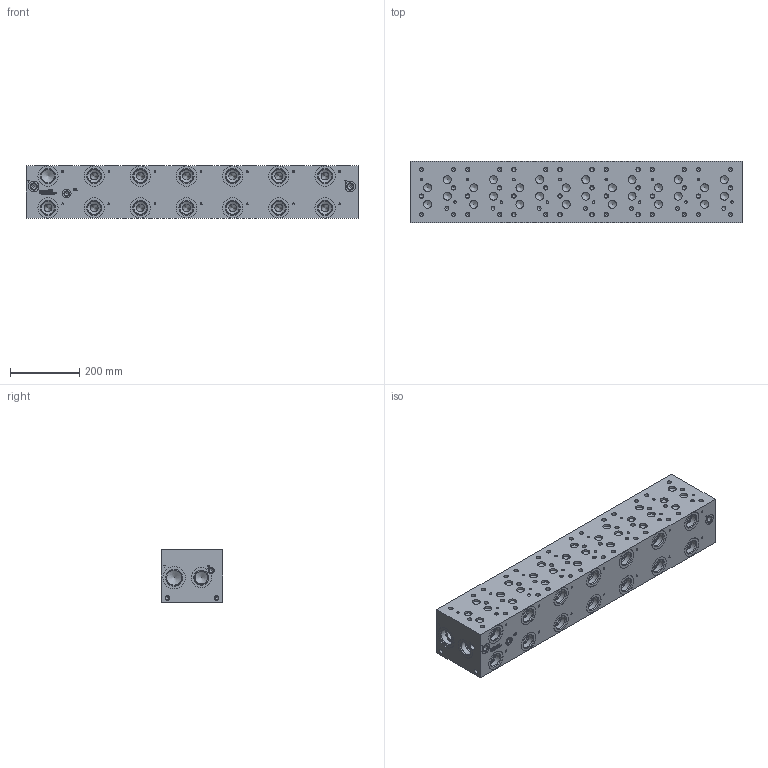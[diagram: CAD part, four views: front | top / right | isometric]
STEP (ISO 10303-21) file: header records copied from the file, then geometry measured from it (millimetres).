
FILE_DESCRIPTION(/* description */ (''),/* implementation_level */ '2;1');
FILE_NAME(/* name */ '_D08HP075S_P_.stp',/* time_stamp */ '2021-07-23T13:56:33-04:00',/* author */ ('anthonyv'),/* organization */ (''),/* preprocessor_version */ 'ST-DEVELOPER v18.1',/* originating_system */ 'Autodesk Inventor 2021',/* authorisation */ '');
FILE_SCHEMA (('AUTOMOTIVE_DESIGN { 1 0 10303 214 3 1 1 }'));
Length unit declared in the file: millimetre
Products named in the file (1): _D08HP075S_P_
Bounding box: 958.85 x 177.8 x 152.4 mm (x, y, z)
Volume: 24661186 mm3; surface area: 873259.2 mm2
Topology: 1 solids, 1 shells, 1273 faces, 3475 edges, 2368 vertices
Faces by surface type: plane 606, cylinder 252, bspline 232, cone 183
Full cylindrical faces by diameter (mm): 7.137 x14, 10.719 x46, 11.125 x7, 12.294 x1, 12.7 x48, 12.9 x1, 14.275 x1, 14.3 x2, 14.529 x1, 15.875 x2, 17.297 x2, 17.501 x2, 19.05 x2, 19.253 x2, 23.012 x28, 25.019 x1, 30.632 x2, 35.712 x2, 36.906 x14, 39.218 x16, 41.275 x14, 41.28 x2, 41.758 x2, 42.875 x2, 43.51 x14, 45.568 x2, 47.625 x2, 48.057 x2, 58.572 x14, 65.126 x2
Entity records: 42137 total; most frequent: CARTESIAN_POINT 10103, ORIENTED_EDGE 6718, DIRECTION 5883, EDGE_CURVE 3359, VERTEX_POINT 2368, LINE 1979, VECTOR 1979, AXIS2_PLACEMENT_3D 1952
